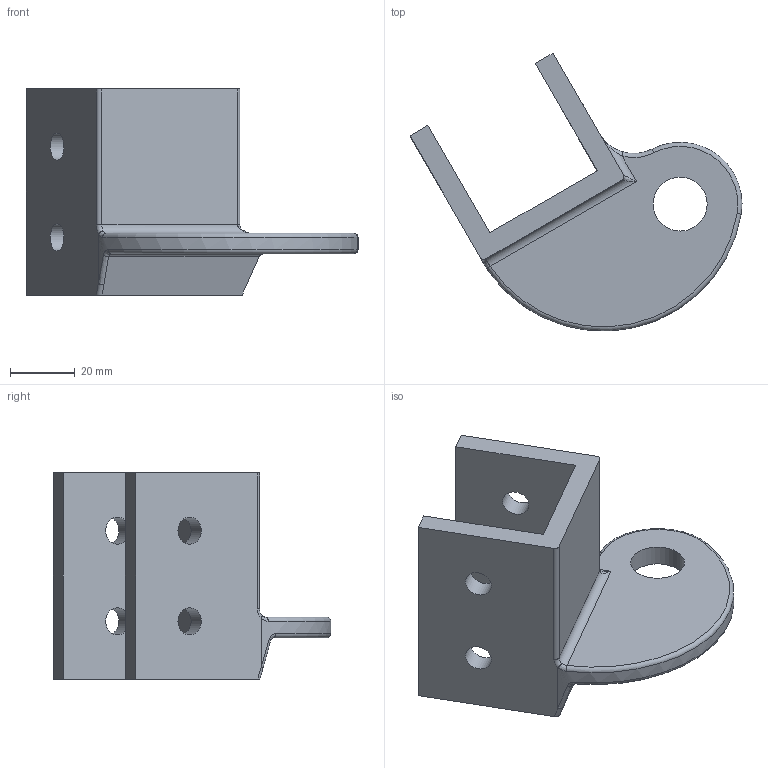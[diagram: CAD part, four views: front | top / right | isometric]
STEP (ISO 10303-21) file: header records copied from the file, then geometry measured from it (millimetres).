
FILE_DESCRIPTION(/* description */ (''),/* implementation_level */ '2;1');
FILE_NAME(/* name */ 'top_mount.stp',/* time_stamp */ '2026-02-05T22:13:03-05:00',/* author */ (''),/* organization */ (''),/* preprocessor_version */ 'ST-DEVELOPER v18.102',/* originating_system */ 'SIEMENS PLM Software NX 2027',/* authorisation */ '');
FILE_SCHEMA (('AUTOMOTIVE_DESIGN { 1 0 10303 214 3 1 1 1 }'));
Length unit declared in the file: inch
Products named in the file (1): A_objects
Bounding box: 102.32 x 85.57 x 63.5 mm (x, y, z)
Volume: 68798.5 mm3; surface area: 24714.1 mm2
Topology: 1 solids, 1 shells, 43 faces, 111 edges, 68 vertices
Faces by surface type: cylinder 15, plane 14, bspline 7, torus 7
Full cylindrical faces by diameter (mm): 8.334 x4, 16.637 x1
Entity records: 1430 total; most frequent: CARTESIAN_POINT 391, DIRECTION 214, ORIENTED_EDGE 200, EDGE_CURVE 100, AXIS2_PLACEMENT_3D 86, VERTEX_POINT 64, EDGE_LOOP 58, ADVANCED_FACE 43
